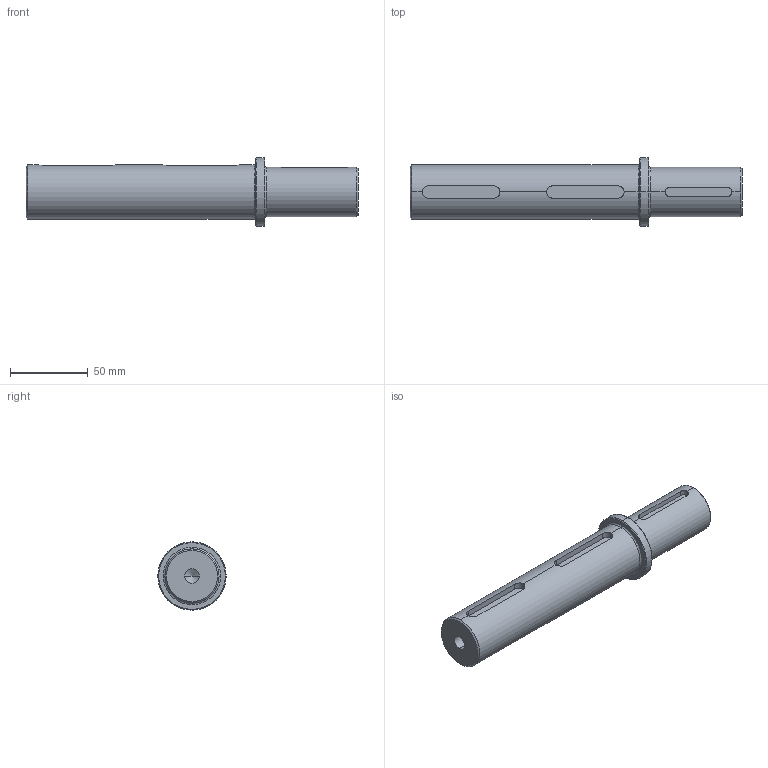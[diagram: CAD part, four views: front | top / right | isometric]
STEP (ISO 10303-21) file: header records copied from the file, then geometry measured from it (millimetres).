
FILE_DESCRIPTION (( 'STEP AP214' ), '1' );
FILE_NAME ('HBR-47-S.step', '2019-06-11T14:18:28', ( '' ), ( '' ), 'SwSTEP 2.0', 'SolidWorks 2018', '' );
FILE_SCHEMA (( 'AUTOMOTIVE_DESIGN' ));
Length unit declared in the file: inch
Products named in the file (1): HBR-47-S
Bounding box: 213.94 x 44 x 44 mm (x, y, z)
Volume: 192129.8 mm3; surface area: 27783.1 mm2
Topology: 1 solids, 1 shells, 44 faces, 107 edges, 66 vertices
Faces by surface type: cylinder 17, plane 13, cone 10, bspline 4
Entity records: 1736 total; most frequent: CARTESIAN_POINT 688, DIRECTION 212, ORIENTED_EDGE 210, EDGE_CURVE 105, AXIS2_PLACEMENT_3D 82, VERTEX_POINT 66, LINE 48, VECTOR 48
